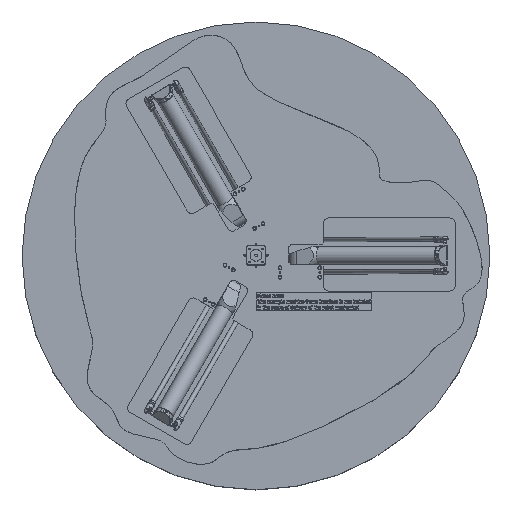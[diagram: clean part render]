
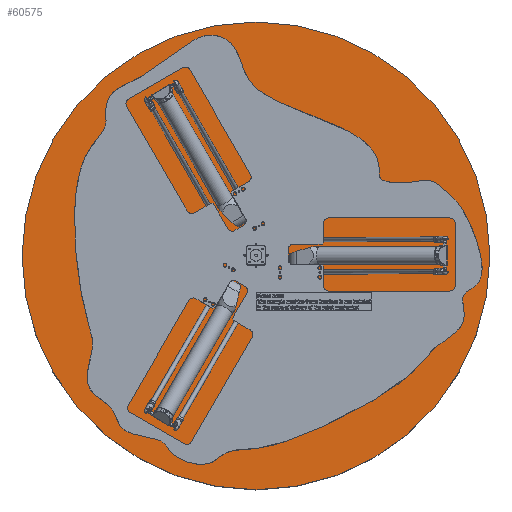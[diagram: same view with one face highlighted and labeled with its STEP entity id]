
A CAD part, top view. The second image highlights one B-rep face of the part: STEP entity #60575.
In plain terms, the highlighted face is planar.
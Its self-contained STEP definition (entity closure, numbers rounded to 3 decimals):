
#14751=PLANE('',#64651);
#19369=FACE_OUTER_BOUND('',#23481,.T.);
#23481=EDGE_LOOP('',(#54609));
#24750=CIRCLE('',#64649,800.);
#30191=VERTEX_POINT('',#117505);
#38332=EDGE_CURVE('',#30191,#30191,#24750,.T.);
#54609=ORIENTED_EDGE('',*,*,#38332,.T.);
#60575=ADVANCED_FACE('',(#19369),#14751,.T.);
#64649=AXIS2_PLACEMENT_3D('',#117506,#77375,#77376);
#64651=AXIS2_PLACEMENT_3D('',#117509,#77379,#77380);
#77375=DIRECTION('center_axis',(0.,1.,0.));
#77376=DIRECTION('ref_axis',(-1.,0.,0.));
#77379=DIRECTION('center_axis',(0.,1.,0.));
#77380=DIRECTION('ref_axis',(0.,0.,1.));
#117505=CARTESIAN_POINT('',(-800.,600.,0.));
#117506=CARTESIAN_POINT('Origin',(0.,600.,0.));
#117509=CARTESIAN_POINT('Origin',(-400.,600.,0.));
